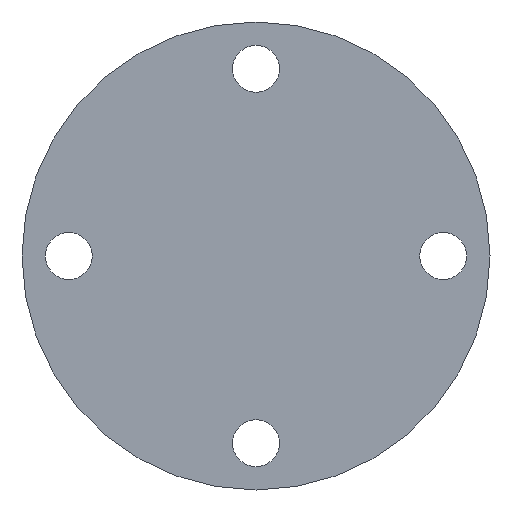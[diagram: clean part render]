
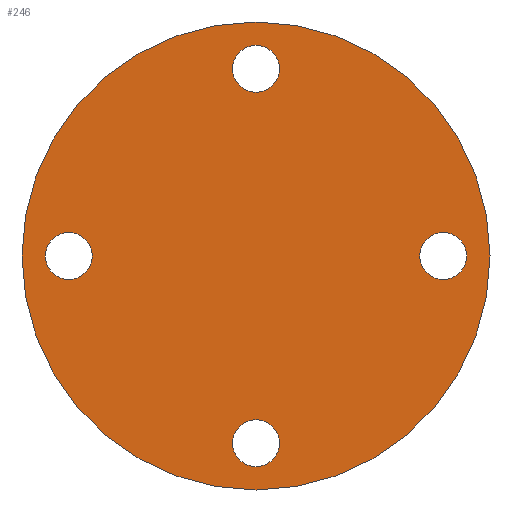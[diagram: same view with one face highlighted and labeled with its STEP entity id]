
A CAD part, front view. The second image highlights one B-rep face of the part: STEP entity #246.
In plain terms, the highlighted planar face has unit normal (0, -1, 0).
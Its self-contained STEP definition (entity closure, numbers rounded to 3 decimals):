
#2 = EDGE_LOOP ( 'NONE', ( #146, #511 ) ) ;
#4 = DIRECTION ( 'NONE',  ( 0., 0., 1. ) ) ;
#17 = CIRCLE ( 'NONE', #52, 9.55 ) ;
#18 = FACE_OUTER_BOUND ( 'NONE', #450, .T. ) ;
#22 = PLANE ( 'NONE',  #362 ) ;
#26 = DIRECTION ( 'NONE',  ( 0., 1., 0. ) ) ;
#29 = CARTESIAN_POINT ( 'NONE',  ( 76.2, 0., 0. ) ) ;
#33 = ORIENTED_EDGE ( 'NONE', *, *, #487, .T. ) ;
#35 = CARTESIAN_POINT ( 'NONE',  ( 0., 0., -66.65 ) ) ;
#37 = DIRECTION ( 'NONE',  ( 1., 0., 0. ) ) ;
#52 = AXIS2_PLACEMENT_3D ( 'NONE', #368, #276, #406 ) ;
#61 = DIRECTION ( 'NONE',  ( 0., 0., -1. ) ) ;
#72 = CARTESIAN_POINT ( 'NONE',  ( -76.2, 0., 0. ) ) ;
#77 = CIRCLE ( 'NONE', #194, 9.55 ) ;
#82 = ORIENTED_EDGE ( 'NONE', *, *, #83, .F. ) ;
#83 = EDGE_CURVE ( 'NONE', #286, #322, #456, .T. ) ;
#95 = CARTESIAN_POINT ( 'NONE',  ( 0., 0., 76.2 ) ) ;
#100 = DIRECTION ( 'NONE',  ( 0., 1., 0. ) ) ;
#106 = FACE_BOUND ( 'NONE', #443, .T. ) ;
#110 = CARTESIAN_POINT ( 'NONE',  ( 66.65, 0., 0. ) ) ;
#119 = CARTESIAN_POINT ( 'NONE',  ( 0., 0., 0. ) ) ;
#137 = EDGE_CURVE ( 'NONE', #226, #192, #211, .T. ) ;
#145 = CARTESIAN_POINT ( 'NONE',  ( 0., 0., 0. ) ) ;
#146 = ORIENTED_EDGE ( 'NONE', *, *, #461, .T. ) ;
#147 = AXIS2_PLACEMENT_3D ( 'NONE', #504, #100, #61 ) ;
#153 = DIRECTION ( 'NONE',  ( -1., 0., 0. ) ) ;
#154 = VERTEX_POINT ( 'NONE', #234 ) ;
#160 = DIRECTION ( 'NONE',  ( 0., 1., 0. ) ) ;
#162 = DIRECTION ( 'NONE',  ( 0., 0., 1. ) ) ;
#186 = ORIENTED_EDGE ( 'NONE', *, *, #340, .T. ) ;
#189 = DIRECTION ( 'NONE',  ( 0., 0., 1. ) ) ;
#192 = VERTEX_POINT ( 'NONE', #272 ) ;
#194 = AXIS2_PLACEMENT_3D ( 'NONE', #72, #325, #413 ) ;
#196 = CARTESIAN_POINT ( 'NONE',  ( 0., 0., 95.25 ) ) ;
#203 = VERTEX_POINT ( 'NONE', #309 ) ;
#211 = CIRCLE ( 'NONE', #217, 9.55 ) ;
#212 = CIRCLE ( 'NONE', #464, 9.55 ) ;
#217 = AXIS2_PLACEMENT_3D ( 'NONE', #95, #489, #315 ) ;
#226 = VERTEX_POINT ( 'NONE', #523 ) ;
#234 = CARTESIAN_POINT ( 'NONE',  ( -66.65, 0., 0. ) ) ;
#235 = CIRCLE ( 'NONE', #321, 9.55 ) ;
#236 = CIRCLE ( 'NONE', #419, 95.25 ) ;
#237 = DIRECTION ( 'NONE',  ( 0., 0., 1. ) ) ;
#238 = ORIENTED_EDGE ( 'NONE', *, *, #284, .F. ) ;
#246 = ADVANCED_FACE ( 'NONE', ( #356, #534, #106, #445, #18 ), #22, .F. ) ;
#256 = CARTESIAN_POINT ( 'NONE',  ( -76.2, 0., 0. ) ) ;
#260 = CIRCLE ( 'NONE', #330, 9.55 ) ;
#272 = CARTESIAN_POINT ( 'NONE',  ( 0., 0., 66.65 ) ) ;
#276 = DIRECTION ( 'NONE',  ( 0., 1., 0. ) ) ;
#284 = EDGE_CURVE ( 'NONE', #322, #286, #236, .T. ) ;
#286 = VERTEX_POINT ( 'NONE', #196 ) ;
#287 = AXIS2_PLACEMENT_3D ( 'NONE', #256, #296, #37 ) ;
#296 = DIRECTION ( 'NONE',  ( 0., 1., 0. ) ) ;
#309 = CARTESIAN_POINT ( 'NONE',  ( -85.75, 0., 0. ) ) ;
#315 = DIRECTION ( 'NONE',  ( 0., 0., -1. ) ) ;
#316 = VERTEX_POINT ( 'NONE', #408 ) ;
#319 = CARTESIAN_POINT ( 'NONE',  ( 76.2, 0., 0. ) ) ;
#321 = AXIS2_PLACEMENT_3D ( 'NONE', #331, #160, #162 ) ;
#322 = VERTEX_POINT ( 'NONE', #500 ) ;
#325 = DIRECTION ( 'NONE',  ( 0., 1., 0. ) ) ;
#330 = AXIS2_PLACEMENT_3D ( 'NONE', #319, #454, #495 ) ;
#331 = CARTESIAN_POINT ( 'NONE',  ( 0., 0., -76.2 ) ) ;
#332 = VERTEX_POINT ( 'NONE', #491 ) ;
#340 = EDGE_CURVE ( 'NONE', #192, #226, #390, .T. ) ;
#350 = VERTEX_POINT ( 'NONE', #110 ) ;
#355 = EDGE_CURVE ( 'NONE', #535, #332, #17, .T. ) ;
#356 = FACE_BOUND ( 'NONE', #2, .T. ) ;
#361 = CARTESIAN_POINT ( 'NONE',  ( 0., 0., 0. ) ) ;
#362 = AXIS2_PLACEMENT_3D ( 'NONE', #145, #26, #237 ) ;
#368 = CARTESIAN_POINT ( 'NONE',  ( 0., 0., -76.2 ) ) ;
#374 = EDGE_CURVE ( 'NONE', #316, #350, #260, .T. ) ;
#382 = EDGE_CURVE ( 'NONE', #203, #154, #77, .T. ) ;
#390 = CIRCLE ( 'NONE', #147, 9.55 ) ;
#399 = EDGE_CURVE ( 'NONE', #350, #316, #212, .T. ) ;
#406 = DIRECTION ( 'NONE',  ( 0., 0., 1. ) ) ;
#408 = CARTESIAN_POINT ( 'NONE',  ( 85.75, 0., 0. ) ) ;
#412 = EDGE_LOOP ( 'NONE', ( #186, #431 ) ) ;
#413 = DIRECTION ( 'NONE',  ( 1., 0., 0. ) ) ;
#419 = AXIS2_PLACEMENT_3D ( 'NONE', #361, #452, #189 ) ;
#431 = ORIENTED_EDGE ( 'NONE', *, *, #137, .T. ) ;
#437 = ORIENTED_EDGE ( 'NONE', *, *, #355, .T. ) ;
#443 = EDGE_LOOP ( 'NONE', ( #448, #498 ) ) ;
#445 = FACE_BOUND ( 'NONE', #542, .T. ) ;
#448 = ORIENTED_EDGE ( 'NONE', *, *, #399, .T. ) ;
#450 = EDGE_LOOP ( 'NONE', ( #238, #82 ) ) ;
#452 = DIRECTION ( 'NONE',  ( 0., 1., 0. ) ) ;
#454 = DIRECTION ( 'NONE',  ( 0., 1., 0. ) ) ;
#456 = CIRCLE ( 'NONE', #533, 95.25 ) ;
#461 = EDGE_CURVE ( 'NONE', #154, #203, #530, .T. ) ;
#464 = AXIS2_PLACEMENT_3D ( 'NONE', #29, #544, #153 ) ;
#466 = DIRECTION ( 'NONE',  ( 0., 1., 0. ) ) ;
#487 = EDGE_CURVE ( 'NONE', #332, #535, #235, .T. ) ;
#489 = DIRECTION ( 'NONE',  ( 0., 1., 0. ) ) ;
#491 = CARTESIAN_POINT ( 'NONE',  ( 0., 0., -85.75 ) ) ;
#495 = DIRECTION ( 'NONE',  ( -1., 0., 0. ) ) ;
#498 = ORIENTED_EDGE ( 'NONE', *, *, #374, .T. ) ;
#500 = CARTESIAN_POINT ( 'NONE',  ( 0., 0., -95.25 ) ) ;
#504 = CARTESIAN_POINT ( 'NONE',  ( 0., 0., 76.2 ) ) ;
#511 = ORIENTED_EDGE ( 'NONE', *, *, #382, .T. ) ;
#523 = CARTESIAN_POINT ( 'NONE',  ( 0., 0., 85.75 ) ) ;
#530 = CIRCLE ( 'NONE', #287, 9.55 ) ;
#533 = AXIS2_PLACEMENT_3D ( 'NONE', #119, #466, #4 ) ;
#534 = FACE_BOUND ( 'NONE', #412, .T. ) ;
#535 = VERTEX_POINT ( 'NONE', #35 ) ;
#542 = EDGE_LOOP ( 'NONE', ( #437, #33 ) ) ;
#544 = DIRECTION ( 'NONE',  ( 0., 1., 0. ) ) ;
